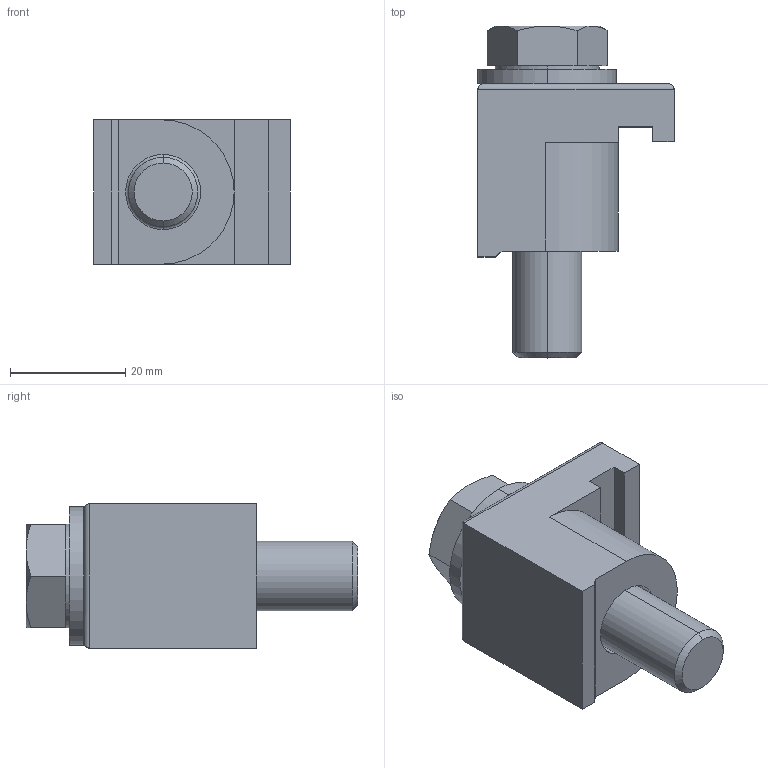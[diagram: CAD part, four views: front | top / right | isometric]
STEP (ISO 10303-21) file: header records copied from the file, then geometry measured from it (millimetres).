
FILE_DESCRIPTION (( 'STEP AP214' ), '1' );
FILE_NAME ('320BPR500.step', '2017-07-07T04:59:34', ( 'install' ), ( '' ), 'SwSTEP 2.0', 'SolidWorks 2015', '' );
FILE_SCHEMA (( 'AUTOMOTIVE_DESIGN' ));
Length unit declared in the file: millimetre
Products named in the file (1): 320BPR500
Bounding box: 34 x 57.5 x 25 mm (x, y, z)
Volume: 23145.3 mm3; surface area: 9350.7 mm2
Topology: 3 solids, 3 shells, 57 faces, 126 edges, 76 vertices
Faces by surface type: plane 31, cylinder 16, cone 8, torus 2
Entity records: 2283 total; most frequent: CARTESIAN_POINT 344, DIRECTION 266, ORIENTED_EDGE 252, EDGE_CURVE 126, AXIS2_PLACEMENT_3D 98, VERTEX_POINT 76, VECTOR 70, LINE 70
